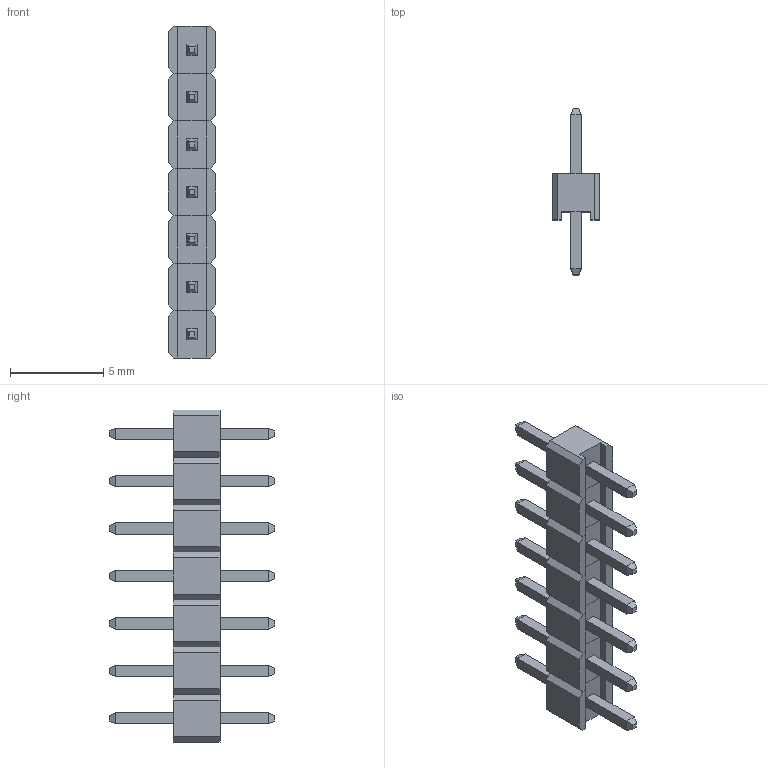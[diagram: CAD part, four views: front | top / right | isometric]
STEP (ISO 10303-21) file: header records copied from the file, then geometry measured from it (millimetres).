
FILE_DESCRIPTION (( 'STEP AP214' ), '1' );
FILE_NAME ('Pin Header 7 Way.STEP', '2025-06-30T14:09:27', ( '' ), ( '' ), 'SwSTEP 2.0', 'SolidWorks 2025', '' );
FILE_SCHEMA (( 'AUTOMOTIVE_DESIGN' ));
Length unit declared in the file: millimetre
Products named in the file (1): Pin Header 7 Way
Bounding box: 2.54 x 8.88 x 17.78 mm (x, y, z)
Volume: 113.6 mm3; surface area: 366.3 mm2
Topology: 7 solids, 7 shells, 224 faces, 532 edges, 336 vertices
Faces by surface type: plane 224
Entity records: 8789 total; most frequent: CARTESIAN_POINT 1093, ORIENTED_EDGE 1064, DIRECTION 982, EDGE_CURVE 532, LINE 532, VECTOR 532, VERTEX_POINT 336, EDGE_LOOP 238
